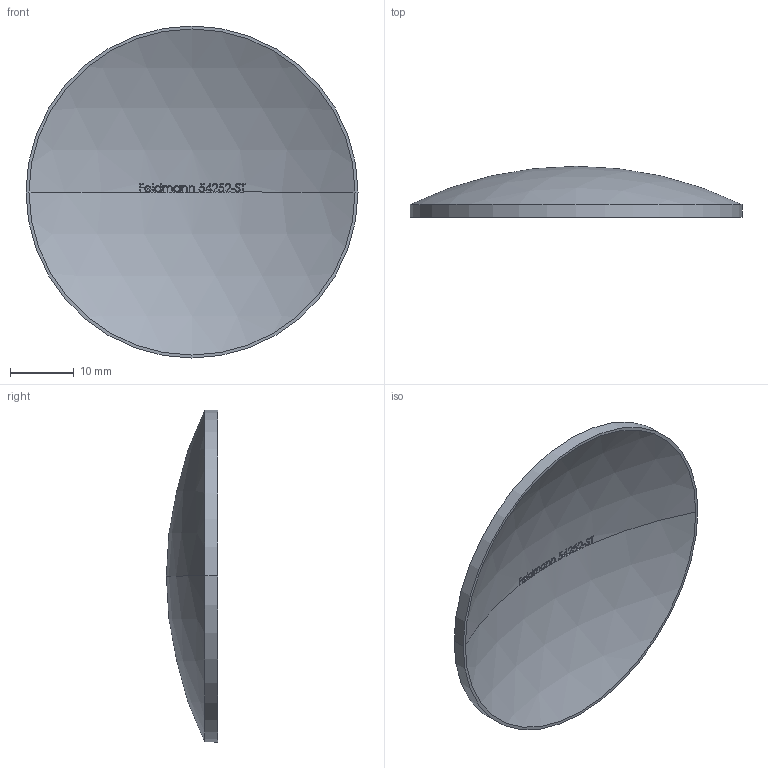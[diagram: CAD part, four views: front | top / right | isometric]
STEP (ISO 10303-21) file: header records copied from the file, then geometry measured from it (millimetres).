
FILE_DESCRIPTION (( 'STEP AP203' ), '1' );
FILE_NAME ('54252-ST.step', '2015-09-17T15:32:44', ( '' ), ( '' ), 'SwSTEP 2.0', 'SolidWorks 2015', '' );
FILE_SCHEMA (( 'CONFIG_CONTROL_DESIGN' ));
Length unit declared in the file: millimetre
Products named in the file (1): 54252-ST
Bounding box: 52 x 8 x 52 mm (x, y, z)
Volume: 4471 mm3; surface area: 4844.5 mm2
Topology: 1 solids, 1 shells, 235 faces, 651 edges, 424 vertices
Faces by surface type: plane 106, bspline 91, sphere 36, cylinder 2
Entity records: 12151 total; most frequent: CARTESIAN_POINT 6560, ORIENTED_EDGE 1302, DIRECTION 954, EDGE_CURVE 651, VERTEX_POINT 424, AXIS2_PLACEMENT_3D 378, EDGE_LOOP 241, FACE_OUTER_BOUND 235
